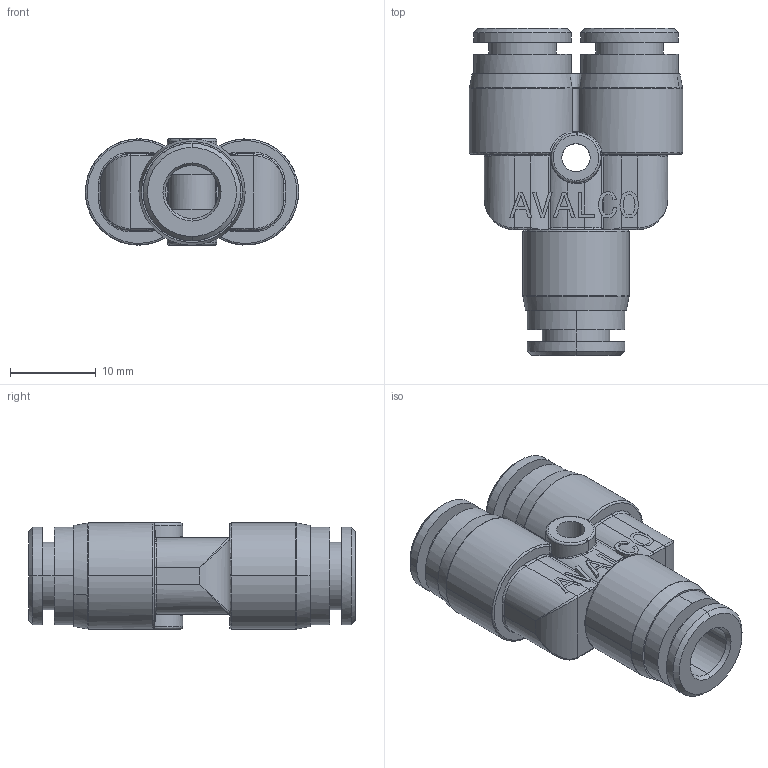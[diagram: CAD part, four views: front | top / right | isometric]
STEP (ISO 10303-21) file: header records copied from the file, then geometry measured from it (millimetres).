
FILE_DESCRIPTION(('CATIA V5 STEP Exchange'),'2;1');
FILE_NAME('PR560B-06.stp','2018-04-14T15:18:04+00:00',('none'),('none'),'CATIA Version 5 Release 21 GA (IN-10)','CATIA V5 STEP AP203','none');
FILE_SCHEMA(('CONFIG_CONTROL_DESIGN'));
Length unit declared in the file: millimetre
Products named in the file (1): PR560B-06
Bounding box: 24.9 x 38.2 x 12.4 mm (x, y, z)
Volume: 4485.3 mm3; surface area: 4203.1 mm2
Topology: 1 solids, 1 shells, 468 faces, 1264 edges, 808 vertices
Faces by surface type: plane 279, cylinder 85, torus 48, bspline 36, cone 20
Entity records: 16952 total; most frequent: CARTESIAN_POINT 6319, ORIENTED_EDGE 2520, DIRECTION 1674, EDGE_CURVE 1260, VERTEX_POINT 808, VECTOR 714, LINE 714, AXIS2_PLACEMENT_3D 585
